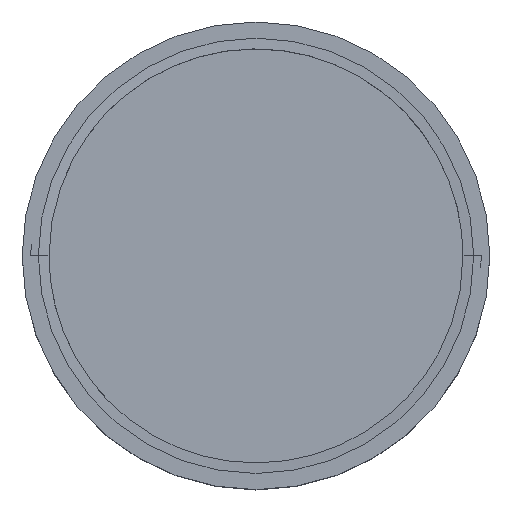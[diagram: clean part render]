
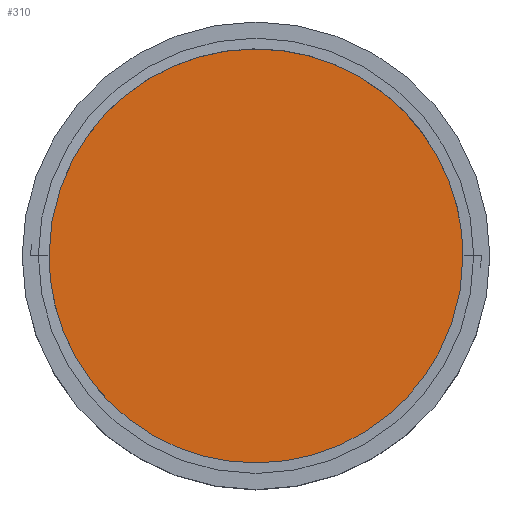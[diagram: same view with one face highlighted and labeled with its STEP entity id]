
A CAD part, top view. The second image highlights one B-rep face of the part: STEP entity #310.
In plain terms, the highlighted planar face has unit normal (0, 0, 1).
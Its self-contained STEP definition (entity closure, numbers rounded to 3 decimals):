
#14=CIRCLE('',#346,15.93);
#26=PLANE('',#345);
#43=FACE_OUTER_BOUND('',#64,.T.);
#64=EDGE_LOOP('',(#244));
#150=VERTEX_POINT('',#672);
#184=EDGE_CURVE('',#150,#150,#14,.T.);
#244=ORIENTED_EDGE('',*,*,#184,.F.);
#310=ADVANCED_FACE('',(#43),#26,.T.);
#345=AXIS2_PLACEMENT_3D('',#671,#384,#385);
#346=AXIS2_PLACEMENT_3D('',#673,#386,#387);
#384=DIRECTION('center_axis',(0.,0.,1.));
#385=DIRECTION('ref_axis',(1.,0.,0.));
#386=DIRECTION('center_axis',(0.,0.,-1.));
#387=DIRECTION('ref_axis',(1.,0.,0.));
#671=CARTESIAN_POINT('Origin',(0.,0.,1.55));
#672=CARTESIAN_POINT('',(-15.93,0.,1.55));
#673=CARTESIAN_POINT('Origin',(0.,0.,1.55));
